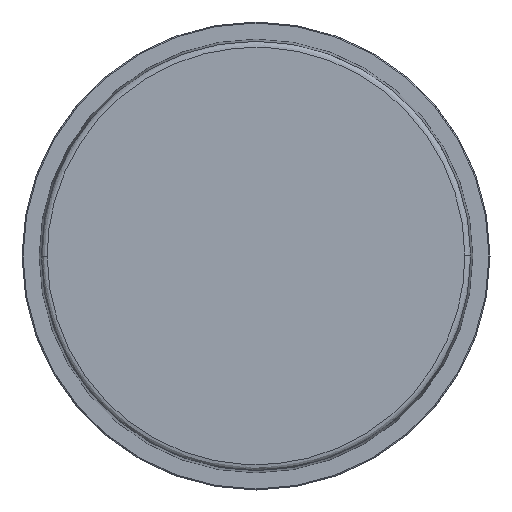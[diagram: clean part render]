
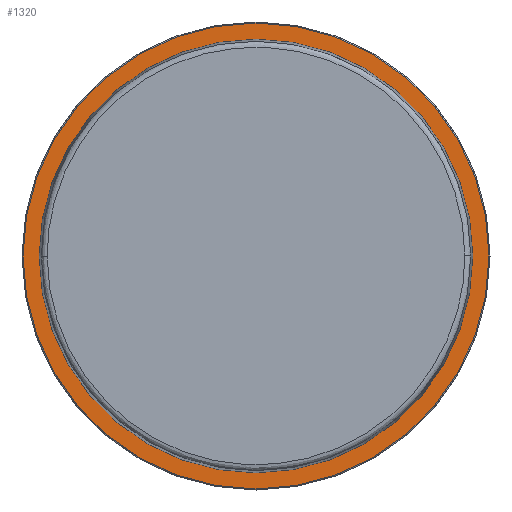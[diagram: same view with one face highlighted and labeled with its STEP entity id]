
A CAD part, front view. The second image highlights one B-rep face of the part: STEP entity #1320.
In plain terms, the highlighted planar face has unit normal (0, -1, 0).
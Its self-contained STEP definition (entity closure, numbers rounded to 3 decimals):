
#28 = CARTESIAN_POINT ( 'NONE',  ( 0., 5., 0. ) ) ;
#813 = DIRECTION ( 'NONE',  ( 0., -1., 0. ) ) ;
#1136 = AXIS2_PLACEMENT_3D ( 'NONE', #28, #11824, #12708 ) ;
#1320 = ADVANCED_FACE ( 'NONE', ( #9436, #7328 ), #10356, .T. ) ;
#1908 = VERTEX_POINT ( 'NONE', #4117 ) ;
#2002 = CIRCLE ( 'NONE', #6403, 37.3 ) ;
#2450 = DIRECTION ( 'NONE',  ( -1., 0., 0. ) ) ;
#3161 = VERTEX_POINT ( 'NONE', #10798 ) ;
#3967 = CARTESIAN_POINT ( 'NONE',  ( -37.3, 5., 0. ) ) ;
#4117 = CARTESIAN_POINT ( 'NONE',  ( 37.3, 5., 0. ) ) ;
#4229 = ORIENTED_EDGE ( 'NONE', *, *, #4992, .T. ) ;
#4245 = EDGE_CURVE ( 'NONE', #8961, #3161, #7679, .T. ) ;
#4992 = EDGE_CURVE ( 'NONE', #3161, #8961, #10453, .T. ) ;
#5080 = EDGE_LOOP ( 'NONE', ( #13059, #13707 ) ) ;
#5615 = AXIS2_PLACEMENT_3D ( 'NONE', #5674, #6714, #2450 ) ;
#5674 = CARTESIAN_POINT ( 'NONE',  ( 0., 5., 0. ) ) ;
#6403 = AXIS2_PLACEMENT_3D ( 'NONE', #10563, #9114, #8140 ) ;
#6714 = DIRECTION ( 'NONE',  ( 0., 1., 0. ) ) ;
#6977 = CARTESIAN_POINT ( 'NONE',  ( 0., 5., -40.075 ) ) ;
#7328 = FACE_OUTER_BOUND ( 'NONE', #12376, .T. ) ;
#7679 = CIRCLE ( 'NONE', #9674, 40.075 ) ;
#7813 = CIRCLE ( 'NONE', #5615, 37.3 ) ;
#8140 = DIRECTION ( 'NONE',  ( -1., 0., 0. ) ) ;
#8253 = CARTESIAN_POINT ( 'NONE',  ( 41.678, 5., 41.707 ) ) ;
#8395 = DIRECTION ( 'NONE',  ( 0., -1., 0. ) ) ;
#8417 = AXIS2_PLACEMENT_3D ( 'NONE', #8253, #8395, #9366 ) ;
#8961 = VERTEX_POINT ( 'NONE', #6977 ) ;
#9114 = DIRECTION ( 'NONE',  ( 0., 1., 0. ) ) ;
#9214 = DIRECTION ( 'NONE',  ( 0., 0., -1. ) ) ;
#9366 = DIRECTION ( 'NONE',  ( -1., 0., 0. ) ) ;
#9383 = ORIENTED_EDGE ( 'NONE', *, *, #4245, .T. ) ;
#9436 = FACE_BOUND ( 'NONE', #5080, .T. ) ;
#9485 = CARTESIAN_POINT ( 'NONE',  ( 0., 5., 0. ) ) ;
#9674 = AXIS2_PLACEMENT_3D ( 'NONE', #9485, #813, #9214 ) ;
#9967 = VERTEX_POINT ( 'NONE', #3967 ) ;
#10356 = PLANE ( 'NONE',  #8417 ) ;
#10453 = CIRCLE ( 'NONE', #1136, 40.075 ) ;
#10563 = CARTESIAN_POINT ( 'NONE',  ( 0., 5., 0. ) ) ;
#10750 = EDGE_CURVE ( 'NONE', #1908, #9967, #7813, .T. ) ;
#10798 = CARTESIAN_POINT ( 'NONE',  ( 0., 5., 40.075 ) ) ;
#11326 = EDGE_CURVE ( 'NONE', #9967, #1908, #2002, .T. ) ;
#11824 = DIRECTION ( 'NONE',  ( 0., -1., 0. ) ) ;
#12376 = EDGE_LOOP ( 'NONE', ( #9383, #4229 ) ) ;
#12708 = DIRECTION ( 'NONE',  ( 0., 0., -1. ) ) ;
#13059 = ORIENTED_EDGE ( 'NONE', *, *, #11326, .T. ) ;
#13707 = ORIENTED_EDGE ( 'NONE', *, *, #10750, .T. ) ;
